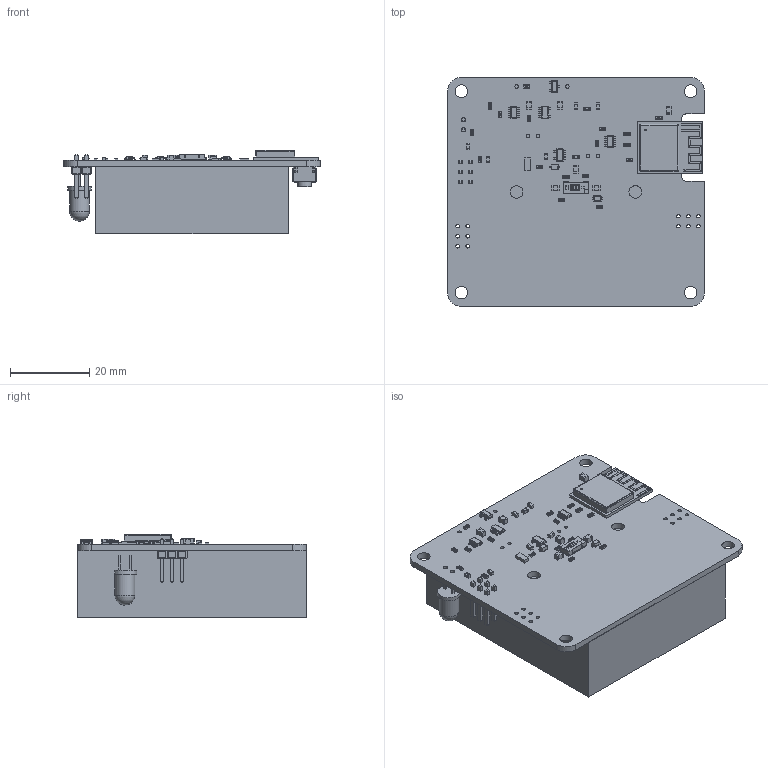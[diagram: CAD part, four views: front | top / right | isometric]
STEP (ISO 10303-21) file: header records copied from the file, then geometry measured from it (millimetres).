
FILE_DESCRIPTION(('Open CASCADE Model'),'2;1');
FILE_NAME('Open CASCADE Shape Model','2023-10-28T09:16:18',('Author'),( 'Open CASCADE'),'Open CASCADE STEP processor 6.8','Open CASCADE 6.8' ,'Unknown');
FILE_SCHEMA(('AUTOMOTIVE_DESIGN { 1 0 10303 214 1 1 1 1 }'));
Length unit declared in the file: millimetre
Products named in the file (87): PCB; Board; Open CASCADE STEP translator 6.8 2.1.1; D3; 6113717808; Body; Open_CASCADE_STEP_translator_6.8_16.1.1; lead; D2; 6113718768; LDO2; 6113719728; Open_CASCADE_STEP_translator_6.8_32.1.1; Leader; C12; 0603_cap; C11; R13; 0603_resistor; RTC; 6147356400; Extruded; R18; R17; Q3; 6113711328; Open_CASCADE_STEP_translator_6.8_9.1.1; LDO1; 6113711168; R15; L2; L_0603; Pin1; Pin2; CeramicBody; C10; C9; DS1; LED_5mm; C13 ...
Assembly tree (130 placements, depth 5):
  PCB
    Board
      Open CASCADE STEP translator 6.8 2.1.1
    D3
      6113717808
        Body
          Open_CASCADE_STEP_translator_6.8_16.1.1
        lead  x2
    D2
      6113718768
        Body
          Open_CASCADE_STEP_translator_6.8_16.1.1
        lead  x2
    LDO2
      6113719728
        Body
          Open_CASCADE_STEP_translator_6.8_32.1.1
        Leader  x5
    C12
      0603_cap
    C11
      0603_cap
    R13
      0603_resistor
    RTC
      6147356400
        Extruded
    R18
      0603_resistor
    R17
      0603_resistor
    Q3
      6113711328
        Body
          Open_CASCADE_STEP_translator_6.8_9.1.1
        Leader  x6
    LDO1
      6113711168
        Body
          Open_CASCADE_STEP_translator_6.8_32.1.1
        Leader  x5
    R15
      0603_resistor
    L2
      L_0603
        Pin1
        Pin2
        CeramicBody
    C10
      0603_cap
    C9
      0603_cap
    DS1
      LED_5mm
    C13
      0603_cap
    R16
      0603_resistor
    C7
      0805_cap
Bounding box: 65 x 58 x 21.17 mm (x, y, z)
Volume: 54683.7 mm3; surface area: 19529.9 mm2
Topology: 188 solids, 188 shells, 4109 faces, 10333 edges, 6552 vertices
Faces by surface type: plane 2926, cylinder 804, sphere 251, bspline 102, cone 26
Full cylindrical faces by diameter (mm): 0.4 x1, 0.9 x24, 1 x4, 1.05 x2, 3.2 x6, 3.5 x1, 5 x1
Entity records: 75424 total; most frequent: CARTESIAN_POINT 17013, ORIENTED_EDGE 10654, DIRECTION 10617, EDGE_CURVE 5327, LINE 4271, VECTOR 4271, VERTEX_POINT 3341, AXIS2_PLACEMENT_3D 3173
